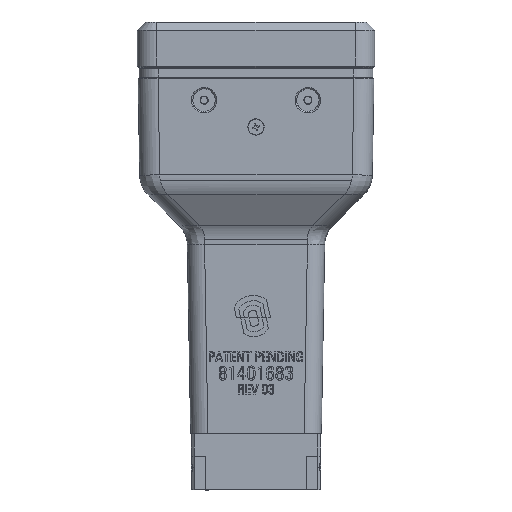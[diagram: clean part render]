
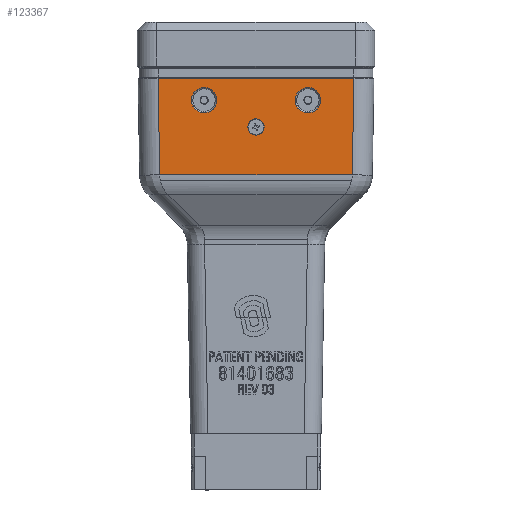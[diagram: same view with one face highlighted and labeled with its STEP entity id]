
A CAD part, top view. The second image highlights one B-rep face of the part: STEP entity #123367.
In plain terms, the highlighted planar face has unit normal (0, -0.018, 1).
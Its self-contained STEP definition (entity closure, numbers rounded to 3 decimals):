
#215 = EDGE_CURVE ( 'NONE', #7305, #67017, #50655, .T. ) ;
#2437 = VERTEX_POINT ( 'NONE', #20142 ) ;
#4623 = VERTEX_POINT ( 'NONE', #132244 ) ;
#4696 = ORIENTED_EDGE ( 'NONE', *, *, #215, .F. ) ;
#6759 =( BOUNDED_CURVE ( )  B_SPLINE_CURVE ( 3, ( #47175, #117335, #120063, #65136 ),
 .UNSPECIFIED., .F., .T. ) 
 B_SPLINE_CURVE_WITH_KNOTS ( ( 4, 4 ),
 ( 1.571, 4.712 ),
 .UNSPECIFIED. ) 
 CURVE ( )  GEOMETRIC_REPRESENTATION_ITEM ( )  RATIONAL_B_SPLINE_CURVE ( ( 1., 0.333, 0.333, 1. ) ) 
 REPRESENTATION_ITEM ( '' )  );
#7164 = ORIENTED_EDGE ( 'NONE', *, *, #98632, .F. ) ;
#7305 = VERTEX_POINT ( 'NONE', #101945 ) ;
#8497 = CARTESIAN_POINT ( 'NONE',  ( -2.884, 108.946, 30.746 ) ) ;
#9014 = CARTESIAN_POINT ( 'NONE',  ( -13.958, 127.634, 31.072 ) ) ;
#14577 = CARTESIAN_POINT ( 'NONE',  ( -23.042, 109.466, 30.755 ) ) ;
#16208 = VERTEX_POINT ( 'NONE', #42734 ) ;
#18289 = CARTESIAN_POINT ( 'NONE',  ( -34.298, 91.875, 30.448 ) ) ;
#19165 = CARTESIAN_POINT ( 'NONE',  ( -13.958, 109.466, 30.755 ) ) ;
#19674 = LINE ( 'NONE', #29298, #56196 ) ;
#20142 = CARTESIAN_POINT ( 'NONE',  ( -23.042, 118.55, 30.914 ) ) ;
#22649 = EDGE_LOOP ( 'NONE', ( #92103, #7164 ) ) ;
#22919 = DIRECTION ( 'NONE',  ( 1., 0., 0. ) ) ;
#23593 = LINE ( 'NONE', #86908, #117751 ) ;
#24505 = EDGE_CURVE ( 'NONE', #127398, #7305, #100027, .T. ) ;
#29298 = CARTESIAN_POINT ( 'NONE',  ( 34.298, 91.875, 30.448 ) ) ;
#30153 = CARTESIAN_POINT ( 'NONE',  ( -13.958, 118.55, 30.914 ) ) ;
#31012 = EDGE_CURVE ( 'NONE', #68932, #91143, #72707, .T. ) ;
#31202 = CARTESIAN_POINT ( 'NONE',  ( 2.787, 103.372, 30.649 ) ) ;
#31766 = CARTESIAN_POINT ( 'NONE',  ( 1.713, 111.881, 30.797 ) ) ;
#33444 = VECTOR ( 'NONE', #133105, 1000. ) ;
#37427 = DIRECTION ( 'NONE',  ( -1., 0., 0. ) ) ;
#37930 = VECTOR ( 'NONE', #37427, 1000. ) ;
#41037 = CARTESIAN_POINT ( 'NONE',  ( 41.9, 126.347, 31.05 ) ) ;
#42187 = EDGE_CURVE ( 'NONE', #108278, #4623, #6759, .T. ) ;
#42734 = CARTESIAN_POINT ( 'NONE',  ( 34.9, 126.35, 31.05 ) ) ;
#47175 = CARTESIAN_POINT ( 'NONE',  ( 13.958, 118.55, 30.914 ) ) ;
#48608 = CARTESIAN_POINT ( 'NONE',  ( 13.958, 127.634, 31.072 ) ) ;
#50028 = FACE_BOUND ( 'NONE', #22649, .T. ) ;
#50655 = LINE ( 'NONE', #18289, #33444 ) ;
#52253 = CARTESIAN_POINT ( 'NONE',  ( 2.884, 108.946, 30.746 ) ) ;
#52356 = CARTESIAN_POINT ( 'NONE',  ( -13.958, 118.55, 30.914 ) ) ;
#56196 = VECTOR ( 'NONE', #113212, 1000. ) ;
#59775 = CARTESIAN_POINT ( 'NONE',  ( -23.042, 118.55, 30.914 ) ) ;
#61421 = CARTESIAN_POINT ( 'NONE',  ( 2.914, 110.659, 30.776 ) ) ;
#62761 = CARTESIAN_POINT ( 'NONE',  ( -2.914, 110.659, 30.776 ) ) ;
#62863 =( BOUNDED_CURVE ( )  B_SPLINE_CURVE ( 3, ( #59775, #14577, #19165, #30153 ),
 .UNSPECIFIED., .F., .T. ) 
 B_SPLINE_CURVE_WITH_KNOTS ( ( 4, 4 ),
 ( 1.571, 4.712 ),
 .UNSPECIFIED. ) 
 CURVE ( )  GEOMETRIC_REPRESENTATION_ITEM ( )  RATIONAL_B_SPLINE_CURVE ( ( 1., 0.333, 0.333, 1. ) ) 
 REPRESENTATION_ITEM ( '' )  );
#63359 = EDGE_LOOP ( 'NONE', ( #112694, #97827 ) ) ;
#65136 = CARTESIAN_POINT ( 'NONE',  ( 23.042, 118.55, 30.914 ) ) ;
#67017 = VERTEX_POINT ( 'NONE', #115482 ) ;
#68380 = EDGE_CURVE ( 'NONE', #67017, #16208, #23593, .T. ) ;
#68932 = VERTEX_POINT ( 'NONE', #52253 ) ;
#70506 = CARTESIAN_POINT ( 'NONE',  ( 2.884, 108.946, 30.746 ) ) ;
#71081 = CARTESIAN_POINT ( 'NONE',  ( 0., 111.881, 30.797 ) ) ;
#72029 = FACE_OUTER_BOUND ( 'NONE', #128757, .T. ) ;
#72707 =( BOUNDED_CURVE ( )  B_SPLINE_CURVE ( 3, ( #134916, #61421, #31766, #71081, #102680, #62761, #92369 ),
 .UNSPECIFIED., .F., .F. ) 
 B_SPLINE_CURVE_WITH_KNOTS ( ( 4, 3, 4 ),
 ( 4.695, 6.283, 7.871 ),
 .UNSPECIFIED. ) 
 CURVE ( )  GEOMETRIC_REPRESENTATION_ITEM ( )  RATIONAL_B_SPLINE_CURVE ( ( 1., 0.801, 0.801, 1., 0.801, 0.801, 1. ) ) 
 REPRESENTATION_ITEM ( '' )  );
#73688 = CARTESIAN_POINT ( 'NONE',  ( -23.042, 118.55, 30.914 ) ) ;
#80808 = ORIENTED_EDGE ( 'NONE', *, *, #42187, .F. ) ;
#82338 = FACE_BOUND ( 'NONE', #63359, .T. ) ;
#83458 = CARTESIAN_POINT ( 'NONE',  ( 34.298, 91.875, 30.448 ) ) ;
#86560 =( BOUNDED_CURVE ( )  B_SPLINE_CURVE ( 3, ( #91805, #125382, #31202, #70506 ),
 .UNSPECIFIED., .F., .T. ) 
 B_SPLINE_CURVE_WITH_KNOTS ( ( 4, 4 ),
 ( 1.588, 4.695 ),
 .UNSPECIFIED. ) 
 CURVE ( )  GEOMETRIC_REPRESENTATION_ITEM ( )  RATIONAL_B_SPLINE_CURVE ( ( 1., 0.345, 0.345, 1. ) ) 
 REPRESENTATION_ITEM ( '' )  );
#86908 = CARTESIAN_POINT ( 'NONE',  ( 41.9, 126.35, 31.05 ) ) ;
#90987 =( BOUNDED_CURVE ( )  B_SPLINE_CURVE ( 3, ( #111179, #133113, #48608, #124162 ),
 .UNSPECIFIED., .F., .F. ) 
 B_SPLINE_CURVE_WITH_KNOTS ( ( 4, 4 ),
 ( 4.712, 7.854 ),
 .UNSPECIFIED. ) 
 CURVE ( )  GEOMETRIC_REPRESENTATION_ITEM ( )  RATIONAL_B_SPLINE_CURVE ( ( 1., 0.333, 0.333, 1. ) ) 
 REPRESENTATION_ITEM ( '' )  );
#91143 = VERTEX_POINT ( 'NONE', #8497 ) ;
#91802 =( BOUNDED_CURVE ( )  B_SPLINE_CURVE ( 3, ( #52356, #9014, #112886, #73688 ),
 .UNSPECIFIED., .F., .F. ) 
 B_SPLINE_CURVE_WITH_KNOTS ( ( 4, 4 ),
 ( 4.712, 7.854 ),
 .UNSPECIFIED. ) 
 CURVE ( )  GEOMETRIC_REPRESENTATION_ITEM ( )  RATIONAL_B_SPLINE_CURVE ( ( 1., 0.333, 0.333, 1. ) ) 
 REPRESENTATION_ITEM ( '' )  );
#91805 = CARTESIAN_POINT ( 'NONE',  ( -2.884, 108.946, 30.746 ) ) ;
#92103 = ORIENTED_EDGE ( 'NONE', *, *, #94070, .F. ) ;
#92369 = CARTESIAN_POINT ( 'NONE',  ( -2.884, 108.946, 30.746 ) ) ;
#92385 = EDGE_CURVE ( 'NONE', #91143, #68932, #86560, .T. ) ;
#93320 = PLANE ( 'NONE',  #119259 ) ;
#94070 = EDGE_CURVE ( 'NONE', #129744, #2437, #91802, .T. ) ;
#94260 = CARTESIAN_POINT ( 'NONE',  ( -13.958, 118.55, 30.914 ) ) ;
#97827 = ORIENTED_EDGE ( 'NONE', *, *, #92385, .F. ) ;
#98632 = EDGE_CURVE ( 'NONE', #2437, #129744, #62863, .T. ) ;
#100027 = LINE ( 'NONE', #111689, #37930 ) ;
#100500 = ORIENTED_EDGE ( 'NONE', *, *, #24505, .F. ) ;
#101945 = CARTESIAN_POINT ( 'NONE',  ( -34.298, 91.875, 30.448 ) ) ;
#102680 = CARTESIAN_POINT ( 'NONE',  ( -1.713, 111.881, 30.797 ) ) ;
#103617 = DIRECTION ( 'NONE',  ( 0., -0.017, 1. ) ) ;
#105379 = EDGE_CURVE ( 'NONE', #4623, #108278, #90987, .T. ) ;
#108013 = EDGE_LOOP ( 'NONE', ( #111424, #80808 ) ) ;
#108278 = VERTEX_POINT ( 'NONE', #126420 ) ;
#111179 = CARTESIAN_POINT ( 'NONE',  ( 23.042, 118.55, 30.914 ) ) ;
#111424 = ORIENTED_EDGE ( 'NONE', *, *, #105379, .F. ) ;
#111689 = CARTESIAN_POINT ( 'NONE',  ( 41.9, 91.875, 30.448 ) ) ;
#112694 = ORIENTED_EDGE ( 'NONE', *, *, #31012, .F. ) ;
#112886 = CARTESIAN_POINT ( 'NONE',  ( -23.042, 127.634, 31.072 ) ) ;
#113212 = DIRECTION ( 'NONE',  ( 0.017, 1., 0.017 ) ) ;
#114590 = FACE_BOUND ( 'NONE', #108013, .T. ) ;
#115482 = CARTESIAN_POINT ( 'NONE',  ( -34.9, 126.35, 31.05 ) ) ;
#117335 = CARTESIAN_POINT ( 'NONE',  ( 13.958, 109.466, 30.755 ) ) ;
#117751 = VECTOR ( 'NONE', #22919, 1000. ) ;
#119259 = AXIS2_PLACEMENT_3D ( 'NONE', #41037, #103617, #135865 ) ;
#120063 = CARTESIAN_POINT ( 'NONE',  ( 23.042, 109.466, 30.755 ) ) ;
#122453 = ORIENTED_EDGE ( 'NONE', *, *, #127966, .T. ) ;
#123367 = ADVANCED_FACE ( 'NONE', ( #114590, #50028, #82338, #72029 ), #93320, .T. ) ;
#124162 = CARTESIAN_POINT ( 'NONE',  ( 13.958, 118.55, 30.914 ) ) ;
#125382 = CARTESIAN_POINT ( 'NONE',  ( -2.787, 103.372, 30.649 ) ) ;
#126420 = CARTESIAN_POINT ( 'NONE',  ( 13.958, 118.55, 30.914 ) ) ;
#127398 = VERTEX_POINT ( 'NONE', #83458 ) ;
#127966 = EDGE_CURVE ( 'NONE', #127398, #16208, #19674, .T. ) ;
#128757 = EDGE_LOOP ( 'NONE', ( #100500, #122453, #129222, #4696 ) ) ;
#129222 = ORIENTED_EDGE ( 'NONE', *, *, #68380, .F. ) ;
#129744 = VERTEX_POINT ( 'NONE', #94260 ) ;
#132244 = CARTESIAN_POINT ( 'NONE',  ( 23.042, 118.55, 30.914 ) ) ;
#133105 = DIRECTION ( 'NONE',  ( -0.017, 1., 0.017 ) ) ;
#133113 = CARTESIAN_POINT ( 'NONE',  ( 23.042, 127.634, 31.072 ) ) ;
#134916 = CARTESIAN_POINT ( 'NONE',  ( 2.884, 108.946, 30.746 ) ) ;
#135865 = DIRECTION ( 'NONE',  ( 0., 1., 0.017 ) ) ;
